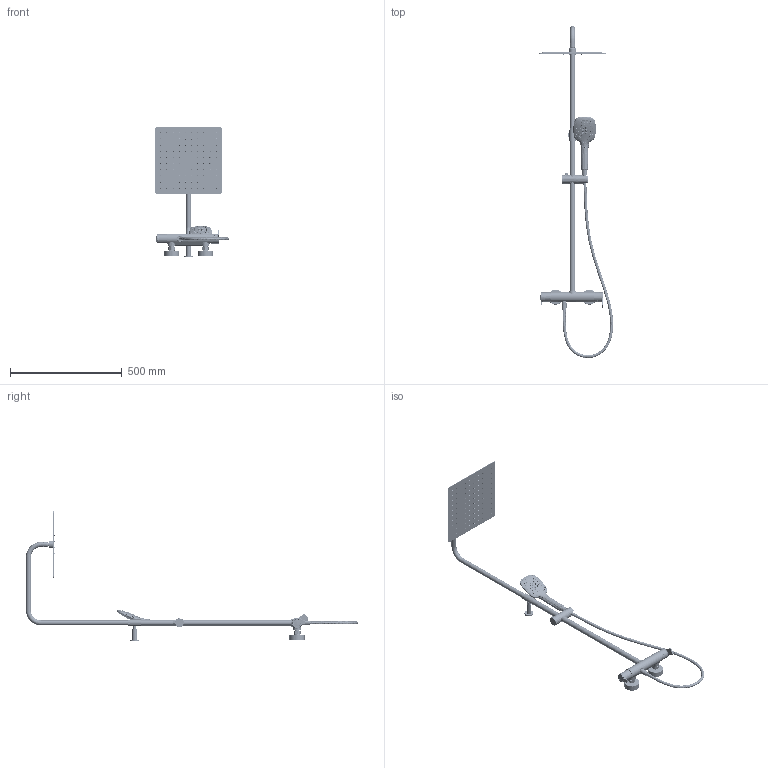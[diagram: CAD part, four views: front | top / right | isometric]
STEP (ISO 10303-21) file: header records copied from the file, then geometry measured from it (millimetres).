
FILE_DESCRIPTION (( 'STEP AP203' ), '1' );
FILE_NAME ('94DP11973.STEP', '2025-09-02T09:47:02', ( '' ), ( '' ), 'SwSTEP 2.0', 'SolidWorks 2021', '' );
FILE_SCHEMA (( 'CONFIG_CONTROL_DESIGN' ));
Products named in the file (1): 94DP11973
Bounding box: 331.41 x 1482.8 x 581.5 mm (x, y, z)
Volume: 1090517.5 mm3; surface area: 996777.7 mm2
Topology: 131 solids, 131 shells, 6272 faces, 15563 edges, 9977 vertices
Faces by surface type: bspline 3256, cylinder 1325, plane 1219, cone 430, torus 32, sphere 10
Full cylindrical faces by diameter (mm): 1.5 x100, 1.7 x102, 2 x1, 2.3 x1, 3.1 x150, 3.3 x101, 3.6 x50, 4 x2, 4.4 x50, 4.5 x1, 5 x101, 6.2 x1, 6.8 x1, 7 x1, 8.9 x1, 9.5 x3, 10 x102, 10.5 x1, 11 x1, 12.45 x1, 12.5 x1, 12.8 x1, 13.4 x1, 13.8 x1, 14 x2, 14.5 x1, 15 x5, 15.2 x1, 16 x2, 16.4 x2
Entity records: 506082 total; most frequent: CARTESIAN_POINT 401088, ORIENTED_EDGE 24096, DIRECTION 12221, EDGE_CURVE 12048, EDGE_LOOP 9864, VERTEX_POINT 8976, FACE_OUTER_BOUND 8329, B_SPLINE_CURVE_WITH_KNOTS 6997
